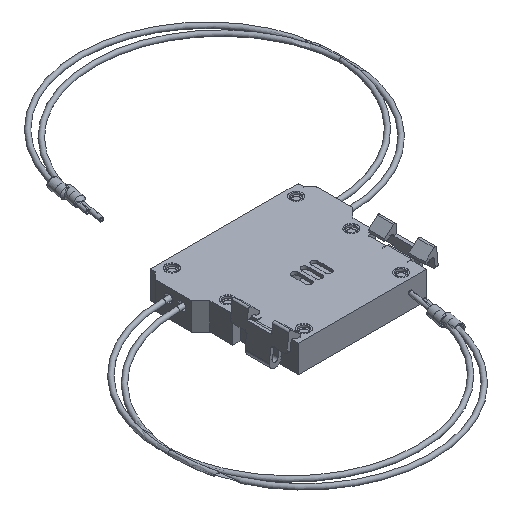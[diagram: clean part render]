
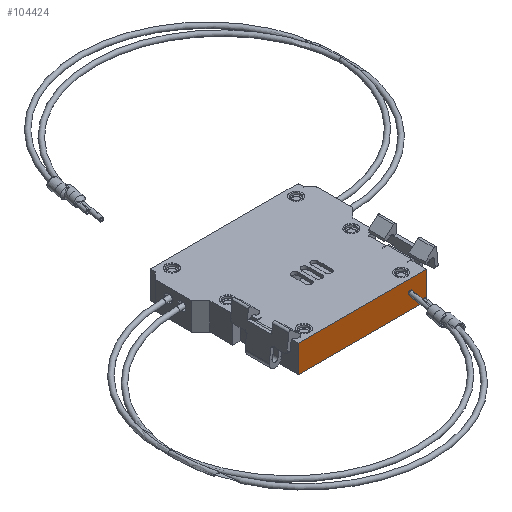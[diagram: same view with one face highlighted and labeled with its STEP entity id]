
A CAD part, isometric view. The second image highlights one B-rep face of the part: STEP entity #104424.
In plain terms, the highlighted planar face has unit normal (0, -1, 0).
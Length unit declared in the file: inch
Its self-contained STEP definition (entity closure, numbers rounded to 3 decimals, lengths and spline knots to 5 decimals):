
#90451=CARTESIAN_POINT('',(0.83268,-0.90737,-0.17717));
#90452=VERTEX_POINT('',#90451);
#90459=CARTESIAN_POINT('',(-0.83268,-0.90737,-0.17717));
#90460=VERTEX_POINT('',#90459);
#90461=CARTESIAN_POINT('',(-0.83268,-0.90737,-0.17717));
#90462=DIRECTION('',(1.0,0.0,0.0));
#90463=VECTOR('',#90462,1.66535);
#90464=LINE('',#90461,#90463);
#90465=EDGE_CURVE('',#90460,#90452,#90464,.T.);
#103624=CARTESIAN_POINT('',(-0.83268,-0.90737,0.17717));
#103625=VERTEX_POINT('',#103624);
#103632=CARTESIAN_POINT('',(0.83268,-0.90737,0.17717));
#103633=VERTEX_POINT('',#103632);
#103634=CARTESIAN_POINT('',(0.83268,-0.90737,0.17717));
#103635=DIRECTION('',(-1.0,0.0,0.0));
#103636=VECTOR('',#103635,1.66535);
#103637=LINE('',#103634,#103636);
#103638=EDGE_CURVE('',#103633,#103625,#103637,.T.);
#103870=CARTESIAN_POINT('',(-0.83268,-0.90737,-0.17717));
#103871=DIRECTION('',(0.0,0.0,1.0));
#103872=VECTOR('',#103871,0.35433);
#103873=LINE('',#103870,#103872);
#103874=EDGE_CURVE('',#90460,#103625,#103873,.T.);
#104397=CARTESIAN_POINT('',(0.83268,-0.90737,-0.17717));
#104398=DIRECTION('',(0.0,0.0,1.0));
#104399=VECTOR('',#104398,0.35433);
#104400=LINE('',#104397,#104399);
#104401=EDGE_CURVE('',#90452,#103633,#104400,.T.);
#104413=CARTESIAN_POINT('',(0.83268,-0.90737,0.0));
#104414=DIRECTION('',(0.0,-1.0,0.0));
#104415=DIRECTION('',(0.0,0.0,-1.0));
#104416=AXIS2_PLACEMENT_3D('',#104413,#104414,#104415);
#104417=PLANE('',#104416);
#104418=ORIENTED_EDGE('',*,*,#103638,.T.);
#104419=ORIENTED_EDGE('',*,*,#103874,.F.);
#104420=ORIENTED_EDGE('',*,*,#90465,.T.);
#104421=ORIENTED_EDGE('',*,*,#104401,.T.);
#104422=EDGE_LOOP('',(#104418,#104419,#104420,#104421));
#104423=FACE_OUTER_BOUND('',#104422,.T.);
#104424=ADVANCED_FACE('',(#104423),#104417,.T.);
